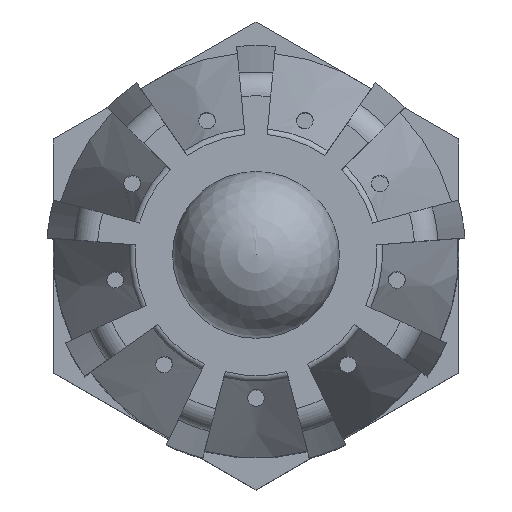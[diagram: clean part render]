
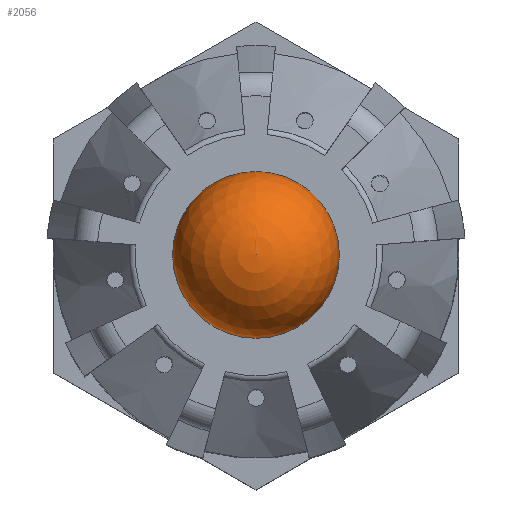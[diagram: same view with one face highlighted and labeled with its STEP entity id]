
A CAD part, top view. The second image highlights one B-rep face of the part: STEP entity #2056.
In plain terms, the highlighted spherical face has radius 3.5 mm.
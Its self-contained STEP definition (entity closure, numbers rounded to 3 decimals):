
#29=SPHERICAL_SURFACE('',#2303,3.5);
#198=CIRCLE('',#2293,3.5);
#676=ORIENTED_EDGE('',*,*,#1077,.F.);
#1077=EDGE_CURVE('',#1304,#1304,#198,.T.);
#1304=VERTEX_POINT('',#3561);
#1709=EDGE_LOOP('',(#676));
#1859=FACE_BOUND('',#1709,.T.);
#2056=ADVANCED_FACE('',(#1859),#29,.T.);
#2293=AXIS2_PLACEMENT_3D('',#3560,#2884,#2885);
#2303=AXIS2_PLACEMENT_3D('',#3571,#2904,#2905);
#2884=DIRECTION('',(0.,0.,-1.));
#2885=DIRECTION('',(-1.,0.,0.));
#2904=DIRECTION('',(0.,0.,-1.));
#2905=DIRECTION('',(0.,1.,0.));
#3560=CARTESIAN_POINT('',(0.,0.,37.5));
#3561=CARTESIAN_POINT('',(-3.5,0.,37.5));
#3571=CARTESIAN_POINT('',(0.,0.,37.5));
